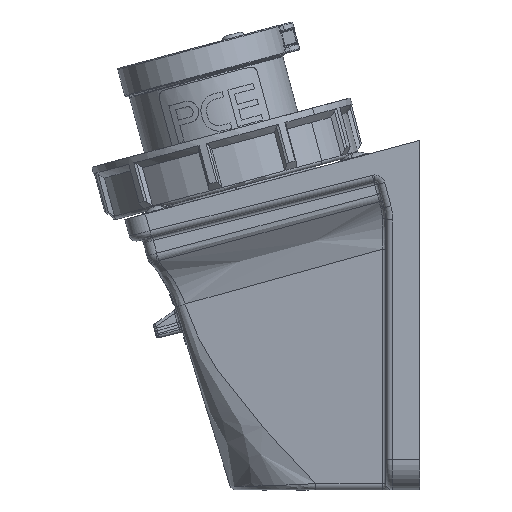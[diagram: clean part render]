
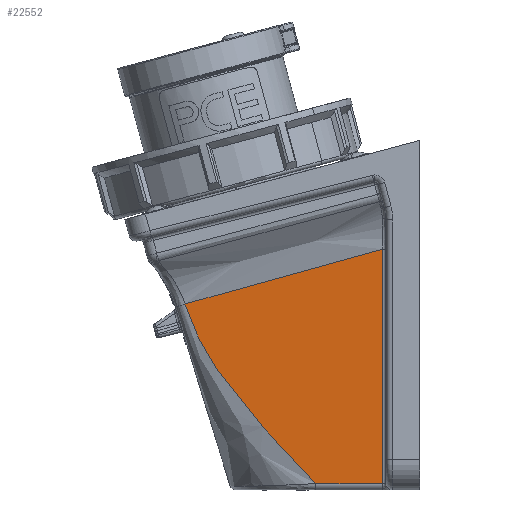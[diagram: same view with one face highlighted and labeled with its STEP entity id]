
A CAD part, left-side view. The second image highlights one B-rep face of the part: STEP entity #22552.
In plain terms, the highlighted planar face has unit normal (-0.998, 0.001, -0.056).
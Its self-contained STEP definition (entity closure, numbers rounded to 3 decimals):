
#2925 = CARTESIAN_POINT ( 'NONE',  ( -28.162, 69.246, -48.207 ) ) ;
#4690 = DIRECTION ( 'NONE',  ( -0.001, -1., 0. ) ) ;
#5660 = CARTESIAN_POINT ( 'NONE',  ( -28.159, 69.226, -48.273 ) ) ;
#6749 = CARTESIAN_POINT ( 'NONE',  ( -27.156, 63.736, -66.229 ) ) ;
#10399 = ORIENTED_EDGE ( 'NONE', *, *, #17516, .T. ) ;
#10972 = CARTESIAN_POINT ( 'NONE',  ( -28.16, 69.232, -48.251 ) ) ;
#11853 = VECTOR ( 'NONE', #39680, 1000. ) ;
#14187 = CARTESIAN_POINT ( 'NONE',  ( -25.477, 34.899, -96.699 ) ) ;
#15809 = B_SPLINE_CURVE_WITH_KNOTS ( 'NONE', 3,
 ( #43487, #6749, #58213, #14187, #65595, #21617, #72927 ),
 .UNSPECIFIED., .F., .F.,
 ( 4, 3, 4 ),
 ( -0.224, -0.167, -0.162 ),
 .UNSPECIFIED. ) ;
#17516 = EDGE_CURVE ( 'NONE', #46668, #88981, #30675, .T. ) ;
#20612 = EDGE_CURVE ( 'NONE', #73008, #46668, #39622, .T. ) ;
#21617 = CARTESIAN_POINT ( 'NONE',  ( -25.315, 32.114, -99.641 ) ) ;
#22464 = VERTEX_POINT ( 'NONE', #61840 ) ;
#22552 = ADVANCED_FACE ( 'NONE', ( #35593 ), #40346, .T. ) ;
#28315 = CARTESIAN_POINT ( 'NONE',  ( -25.234, 30.722, -101.112 ) ) ;
#30675 =( BOUNDED_CURVE ( )  B_SPLINE_CURVE ( 3, ( #2925, #47681, #10972, #62394 ),
 .UNSPECIFIED., .F., .F. ) 
 B_SPLINE_CURVE_WITH_KNOTS ( ( 4, 4 ),
 ( 4.394, 4.396 ),
 .UNSPECIFIED. ) 
 CURVE ( )  GEOMETRIC_REPRESENTATION_ITEM ( )  RATIONAL_B_SPLINE_CURVE ( ( 1., 1., 1., 1. ) ) 
 REPRESENTATION_ITEM ( '' )  );
#31430 = LINE ( 'NONE', #68864, #11853 ) ;
#33547 = EDGE_CURVE ( 'NONE', #64923, #22464, #41549, .T. ) ;
#35593 = FACE_OUTER_BOUND ( 'NONE', #68316, .T. ) ;
#39321 = CARTESIAN_POINT ( 'NONE',  ( -28.162, 69.246, -48.207 ) ) ;
#39622 = B_SPLINE_CURVE_WITH_KNOTS ( 'NONE', 3,
 ( #70598, #78294, #85672, #41746 ),
 .UNSPECIFIED., .F., .F.,
 ( 4, 4 ),
 ( 0.001, 0.061 ),
 .UNSPECIFIED. ) ;
#39680 = DIRECTION ( 'NONE',  ( -0.056, 0., 0.998 ) ) ;
#40346 = PLANE ( 'NONE',  #83391 ) ;
#41549 = LINE ( 'NONE', #69954, #58745 ) ;
#41746 = CARTESIAN_POINT ( 'NONE',  ( -28.162, 69.246, -48.207 ) ) ;
#43487 = CARTESIAN_POINT ( 'NONE',  ( -28.159, 69.226, -48.273 ) ) ;
#46668 = VERTEX_POINT ( 'NONE', #39321 ) ;
#47681 = CARTESIAN_POINT ( 'NONE',  ( -28.161, 69.239, -48.229 ) ) ;
#47751 = DIRECTION ( 'NONE',  ( -0.056, 0., 0.998 ) ) ;
#55106 = EDGE_CURVE ( 'NONE', #22464, #73008, #31430, .T. ) ;
#58213 = CARTESIAN_POINT ( 'NONE',  ( -26.317, 49.317, -81.464 ) ) ;
#58745 = VECTOR ( 'NONE', #4690, 1000. ) ;
#59638 = ORIENTED_EDGE ( 'NONE', *, *, #55106, .T. ) ;
#61840 = CARTESIAN_POINT ( 'NONE',  ( -25.255, 10.999, -101.112 ) ) ;
#62394 = CARTESIAN_POINT ( 'NONE',  ( -28.159, 69.226, -48.273 ) ) ;
#64923 = VERTEX_POINT ( 'NONE', #28315 ) ;
#65197 = ORIENTED_EDGE ( 'NONE', *, *, #83341, .T. ) ;
#65595 = CARTESIAN_POINT ( 'NONE',  ( -25.396, 33.507, -98.17 ) ) ;
#68316 = EDGE_LOOP ( 'NONE', ( #87455, #59638, #83329, #10399, #65197 ) ) ;
#68864 = CARTESIAN_POINT ( 'NONE',  ( -31.264, 10.999, 5.87 ) ) ;
#69954 = CARTESIAN_POINT ( 'NONE',  ( -25.257, 9.993, -101.112 ) ) ;
#70598 = CARTESIAN_POINT ( 'NONE',  ( -29.135, 10.999, -32.046 ) ) ;
#72927 = CARTESIAN_POINT ( 'NONE',  ( -25.234, 30.722, -101.112 ) ) ;
#73008 = VERTEX_POINT ( 'NONE', #92157 ) ;
#78294 = CARTESIAN_POINT ( 'NONE',  ( -28.81, 30.412, -37.441 ) ) ;
#83329 = ORIENTED_EDGE ( 'NONE', *, *, #20612, .T. ) ;
#83341 = EDGE_CURVE ( 'NONE', #88981, #64923, #15809, .T. ) ;
#83391 = AXIS2_PLACEMENT_3D ( 'NONE', #91221, #91540, #47751 ) ;
#85672 = CARTESIAN_POINT ( 'NONE',  ( -28.486, 49.828, -42.828 ) ) ;
#87455 = ORIENTED_EDGE ( 'NONE', *, *, #33547, .T. ) ;
#88981 = VERTEX_POINT ( 'NONE', #5660 ) ;
#91221 = CARTESIAN_POINT ( 'NONE',  ( -31.265, 10., 5.87 ) ) ;
#91540 = DIRECTION ( 'NONE',  ( -0.998, 0.001, -0.056 ) ) ;
#92157 = CARTESIAN_POINT ( 'NONE',  ( -29.135, 10.999, -32.046 ) ) ;
